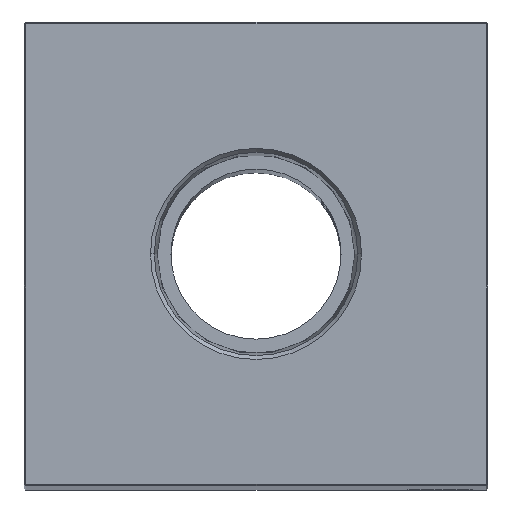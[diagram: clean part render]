
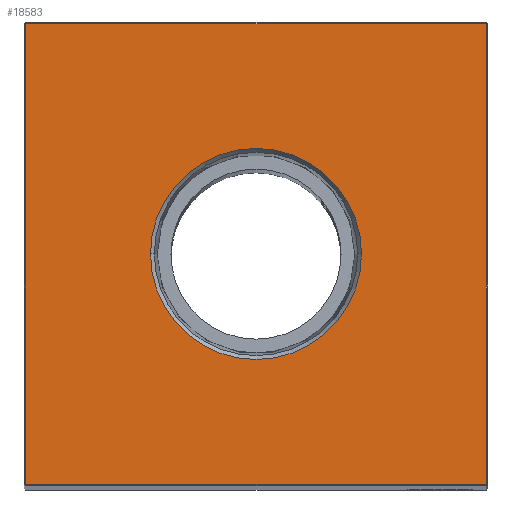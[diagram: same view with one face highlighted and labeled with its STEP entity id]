
A CAD part, top view. The second image highlights one B-rep face of the part: STEP entity #18583.
In plain terms, the highlighted planar face has unit normal (0, 0, 1).
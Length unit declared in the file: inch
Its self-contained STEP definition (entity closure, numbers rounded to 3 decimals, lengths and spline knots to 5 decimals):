
#31 = VERTEX_POINT ( 'NONE', #20549 ) ;
#282 = ORIENTED_EDGE ( 'NONE', *, *, #11481, .T. ) ;
#439 = AXIS2_PLACEMENT_3D ( 'NONE', #460, #10691, #21112 ) ;
#460 = CARTESIAN_POINT ( 'NONE',  ( 0., 0., 15.25 ) ) ;
#1018 = DIRECTION ( 'NONE',  ( 0., 0., 1. ) ) ;
#1719 = VERTEX_POINT ( 'NONE', #24106 ) ;
#2724 = LINE ( 'NONE', #13004, #5211 ) ;
#3465 = VERTEX_POINT ( 'NONE', #23932 ) ;
#3553 = AXIS2_PLACEMENT_3D ( 'NONE', #24255, #1018, #11236 ) ;
#4896 = VERTEX_POINT ( 'NONE', #22588 ) ;
#4936 = CARTESIAN_POINT ( 'NONE',  ( 0., 1.49, 15.25 ) ) ;
#5211 = VECTOR ( 'NONE', #23418, 39.37008 ) ;
#6299 = ORIENTED_EDGE ( 'NONE', *, *, #25400, .T. ) ;
#6497 = CARTESIAN_POINT ( 'NONE',  ( -0.68248, 0., 15.25 ) ) ;
#7520 = FACE_OUTER_BOUND ( 'NONE', #25776, .T. ) ;
#7864 = DIRECTION ( 'NONE',  ( 0., 0., -1. ) ) ;
#8204 = VECTOR ( 'NONE', #8731, 39.37008 ) ;
#8334 = AXIS2_PLACEMENT_3D ( 'NONE', #31164, #7864, #18230 ) ;
#8345 = CARTESIAN_POINT ( 'NONE',  ( 1.49, -1.49, 15.25 ) ) ;
#8731 = DIRECTION ( 'NONE',  ( 1., 0., 0. ) ) ;
#9869 = CARTESIAN_POINT ( 'NONE',  ( -1.49, 0., 15.25 ) ) ;
#10691 = DIRECTION ( 'NONE',  ( 0., 0., 1. ) ) ;
#11236 = DIRECTION ( 'NONE',  ( 1., 0., 0. ) ) ;
#11481 = EDGE_CURVE ( 'NONE', #12308, #4896, #2724, .T. ) ;
#12017 = VECTOR ( 'NONE', #20267, 39.37008 ) ;
#12308 = VERTEX_POINT ( 'NONE', #8345 ) ;
#13004 = CARTESIAN_POINT ( 'NONE',  ( 1.49, 0., 15.25 ) ) ;
#14447 = VERTEX_POINT ( 'NONE', #6497 ) ;
#14958 = CIRCLE ( 'NONE', #439, 0.68248 ) ;
#15262 = DIRECTION ( 'NONE',  ( -1., 0., 0. ) ) ;
#15945 = ORIENTED_EDGE ( 'NONE', *, *, #26602, .T. ) ;
#17874 = FACE_BOUND ( 'NONE', #19851, .T. ) ;
#17904 = EDGE_CURVE ( 'NONE', #14447, #1719, #14958, .T. ) ;
#18119 = CIRCLE ( 'NONE', #3553, 0.68248 ) ;
#18230 = DIRECTION ( 'NONE',  ( -1., 0., 0. ) ) ;
#18583 = ADVANCED_FACE ( 'NONE', ( #7520, #17874 ), #28285, .F. ) ;
#18665 = EDGE_CURVE ( 'NONE', #1719, #14447, #18119, .T. ) ;
#19851 = EDGE_LOOP ( 'NONE', ( #30827, #32408 ) ) ;
#19952 = EDGE_CURVE ( 'NONE', #4896, #3465, #28218, .T. ) ;
#20267 = DIRECTION ( 'NONE',  ( 0., -1., 0. ) ) ;
#20549 = CARTESIAN_POINT ( 'NONE',  ( -1.49, -1.49, 15.25 ) ) ;
#21112 = DIRECTION ( 'NONE',  ( 1., 0., 0. ) ) ;
#21720 = LINE ( 'NONE', #32043, #8204 ) ;
#22588 = CARTESIAN_POINT ( 'NONE',  ( 1.49, 1.49, 15.25 ) ) ;
#23418 = DIRECTION ( 'NONE',  ( 0., 1., 0. ) ) ;
#23932 = CARTESIAN_POINT ( 'NONE',  ( -1.49, 1.49, 15.25 ) ) ;
#24106 = CARTESIAN_POINT ( 'NONE',  ( 0.68248, 0., 15.25 ) ) ;
#24255 = CARTESIAN_POINT ( 'NONE',  ( 0., 0., 15.25 ) ) ;
#25400 = EDGE_CURVE ( 'NONE', #31, #12308, #21720, .T. ) ;
#25776 = EDGE_LOOP ( 'NONE', ( #15945, #6299, #282, #27366 ) ) ;
#26602 = EDGE_CURVE ( 'NONE', #3465, #31, #33148, .T. ) ;
#27366 = ORIENTED_EDGE ( 'NONE', *, *, #19952, .T. ) ;
#28218 = LINE ( 'NONE', #4936, #30229 ) ;
#28285 = PLANE ( 'NONE',  #8334 ) ;
#30229 = VECTOR ( 'NONE', #15262, 39.37008 ) ;
#30827 = ORIENTED_EDGE ( 'NONE', *, *, #18665, .F. ) ;
#31164 = CARTESIAN_POINT ( 'NONE',  ( 0., 0., 15.25 ) ) ;
#32043 = CARTESIAN_POINT ( 'NONE',  ( 0., -1.49, 15.25 ) ) ;
#32408 = ORIENTED_EDGE ( 'NONE', *, *, #17904, .F. ) ;
#33148 = LINE ( 'NONE', #9869, #12017 ) ;
